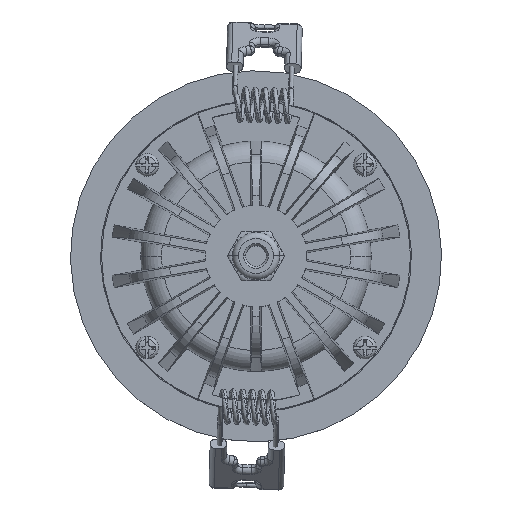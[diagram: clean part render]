
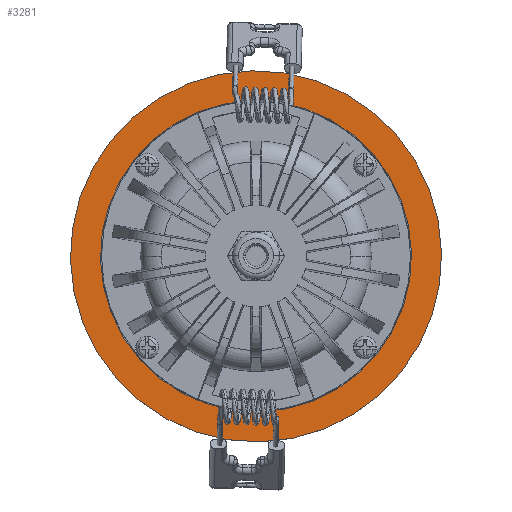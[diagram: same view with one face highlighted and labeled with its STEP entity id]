
A CAD part, top view. The second image highlights one B-rep face of the part: STEP entity #3281.
In plain terms, the highlighted planar face has unit normal (0, 0, 1).
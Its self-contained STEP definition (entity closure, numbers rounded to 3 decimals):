
#3160=CARTESIAN_POINT('Vertex',(-39.272,21.454,4.)) ;
#3163=CARTESIAN_POINT('Axis2P3D Location',(0.,0.,4.)) ;
#3167=CARTESIAN_POINT('Vertex',(39.272,-21.454,4.)) ;
#3220=CARTESIAN_POINT('Axis2P3D Location',(0.,0.,4.)) ;
#3254=CARTESIAN_POINT('Axis2P3D Location',(-44.75,0.,4.)) ;
#3263=CARTESIAN_POINT('Axis2P3D Location',(0.,0.,4.)) ;
#3267=CARTESIAN_POINT('Vertex',(32.909,-17.978,4.)) ;
#3269=CARTESIAN_POINT('Vertex',(-32.909,17.978,4.)) ;
#3272=CARTESIAN_POINT('Axis2P3D Location',(0.,0.,4.)) ;
#3164=DIRECTION('Axis2P3D Direction',(0.,0.,-1.)) ;
#3221=DIRECTION('Axis2P3D Direction',(0.,0.,-1.)) ;
#3255=DIRECTION('Axis2P3D Direction',(0.,0.,-1.)) ;
#3256=DIRECTION('Axis2P3D XDirection',(1.,0.,0.)) ;
#3264=DIRECTION('Axis2P3D Direction',(0.,0.,-1.)) ;
#3273=DIRECTION('Axis2P3D Direction',(0.,0.,-1.)) ;
#3165=AXIS2_PLACEMENT_3D('Circle Axis2P3D',#3163,#3164,$) ;
#3222=AXIS2_PLACEMENT_3D('Circle Axis2P3D',#3220,#3221,$) ;
#3257=AXIS2_PLACEMENT_3D('Plane Axis2P3D',#3254,#3255,#3256) ;
#3265=AXIS2_PLACEMENT_3D('Circle Axis2P3D',#3263,#3264,$) ;
#3274=AXIS2_PLACEMENT_3D('Circle Axis2P3D',#3272,#3273,$) ;
#3260=ORIENTED_EDGE('',*,*,#3169,.F.) ;
#3261=ORIENTED_EDGE('',*,*,#3224,.F.) ;
#3278=ORIENTED_EDGE('',*,*,#3271,.T.) ;
#3279=ORIENTED_EDGE('',*,*,#3276,.T.) ;
#3280=FACE_BOUND('',#3277,.T.) ;
#3281=ADVANCED_FACE('\X2\96F64EF651E04F554F53\X0\',(#3262,#3280),#3258,.F.) ;
#3166=CIRCLE('generated circle',#3165,44.75) ;
#3223=CIRCLE('generated circle',#3222,44.75) ;
#3266=CIRCLE('generated circle',#3265,37.5) ;
#3275=CIRCLE('generated circle',#3274,37.5) ;
#3169=EDGE_CURVE('',#3161,#3168,#3166,.T.) ;
#3224=EDGE_CURVE('',#3168,#3161,#3223,.T.) ;
#3271=EDGE_CURVE('',#3268,#3270,#3266,.T.) ;
#3276=EDGE_CURVE('',#3270,#3268,#3275,.T.) ;
#3259=EDGE_LOOP('',(#3260,#3261)) ;
#3277=EDGE_LOOP('',(#3278,#3279)) ;
#3262=FACE_OUTER_BOUND('',#3259,.T.) ;
#3258=PLANE('',#3257) ;
#3161=VERTEX_POINT('',#3160) ;
#3168=VERTEX_POINT('',#3167) ;
#3268=VERTEX_POINT('',#3267) ;
#3270=VERTEX_POINT('',#3269) ;
